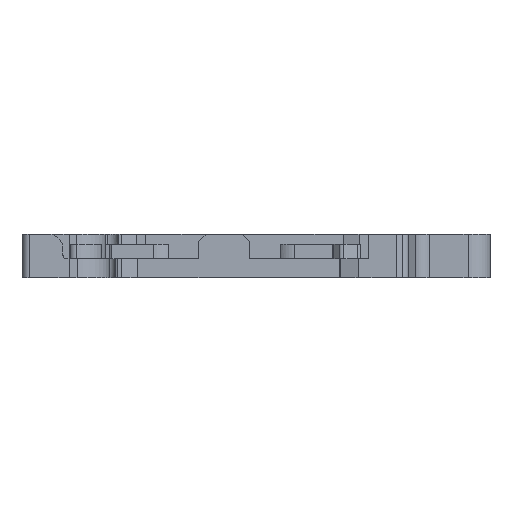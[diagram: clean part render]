
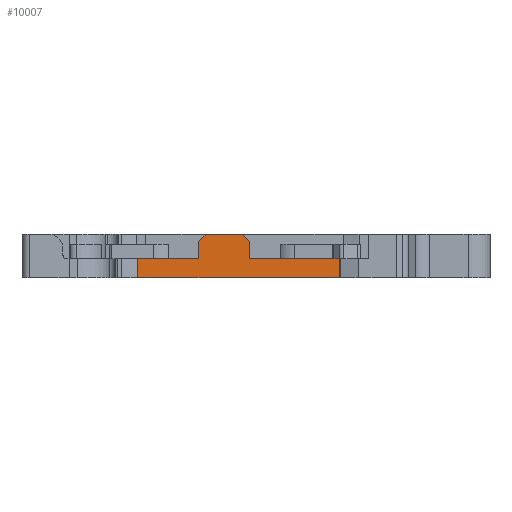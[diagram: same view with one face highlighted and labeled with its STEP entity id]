
A CAD part, front view. The second image highlights one B-rep face of the part: STEP entity #10007.
In plain terms, the highlighted planar face has unit normal (0, -1, 0).
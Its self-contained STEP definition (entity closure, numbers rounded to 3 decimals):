
#220 = CARTESIAN_POINT ( 'NONE',  ( -39.848, 0., 5. ) ) ;
#455 = CARTESIAN_POINT ( 'NONE',  ( -39.848, 0., 6. ) ) ;
#461 = ORIENTED_EDGE ( 'NONE', *, *, #13066, .T. ) ;
#535 = EDGE_CURVE ( 'NONE', #6118, #17836, #16206, .T. ) ;
#736 = CARTESIAN_POINT ( 'NONE',  ( -48.273, 0., 6. ) ) ;
#838 = CARTESIAN_POINT ( 'NONE',  ( -32.857, 0., 2.6 ) ) ;
#1170 = CARTESIAN_POINT ( 'NONE',  ( -39.848, 0., 13.062 ) ) ;
#1404 = EDGE_CURVE ( 'NONE', #2317, #8264, #3214, .T. ) ;
#1480 = VECTOR ( 'NONE', #15245, 1000. ) ;
#1543 = CARTESIAN_POINT ( 'NONE',  ( -25.237, 0., 2.6 ) ) ;
#1717 = VECTOR ( 'NONE', #4586, 1000. ) ;
#1752 = DIRECTION ( 'NONE',  ( 0., -1., 0. ) ) ;
#1791 = VERTEX_POINT ( 'NONE', #9358 ) ;
#1900 = ORIENTED_EDGE ( 'NONE', *, *, #6054, .F. ) ;
#1925 = LINE ( 'NONE', #11074, #1480 ) ;
#2011 = CARTESIAN_POINT ( 'NONE',  ( -48.273, 0., 2.6 ) ) ;
#2021 = CARTESIAN_POINT ( 'NONE',  ( -44.792, 0., 2.6 ) ) ;
#2216 = LINE ( 'NONE', #1543, #13132 ) ;
#2317 = VERTEX_POINT ( 'NONE', #12331 ) ;
#2561 = CARTESIAN_POINT ( 'NONE',  ( -48.273, 0., 2.6 ) ) ;
#2615 = LINE ( 'NONE', #8258, #13534 ) ;
#2686 = DIRECTION ( 'NONE',  ( 0., 0., -1. ) ) ;
#3153 = CARTESIAN_POINT ( 'NONE',  ( -32.042, 0., 12.805 ) ) ;
#3214 = LINE ( 'NONE', #13853, #13703 ) ;
#3497 = VECTOR ( 'NONE', #13180, 1000. ) ;
#3525 = DIRECTION ( 'NONE',  ( -1., 0., 0. ) ) ;
#3538 = LINE ( 'NONE', #11093, #10649 ) ;
#3947 = VECTOR ( 'NONE', #2686, 1000. ) ;
#3976 = CARTESIAN_POINT ( 'NONE',  ( -48.273, 0., 0. ) ) ;
#4058 = CARTESIAN_POINT ( 'NONE',  ( -47.073, 0., 2.6 ) ) ;
#4096 = VERTEX_POINT ( 'NONE', #5231 ) ;
#4561 = ORIENTED_EDGE ( 'NONE', *, *, #9601, .T. ) ;
#4586 = DIRECTION ( 'NONE',  ( -0.707, 0., -0.707 ) ) ;
#4691 = VERTEX_POINT ( 'NONE', #13974 ) ;
#4707 = VERTEX_POINT ( 'NONE', #838 ) ;
#5045 = DIRECTION ( 'NONE',  ( 0., 0., -1. ) ) ;
#5137 = ORIENTED_EDGE ( 'NONE', *, *, #16274, .T. ) ;
#5231 = CARTESIAN_POINT ( 'NONE',  ( -19.948, 0., 0. ) ) ;
#5336 = VECTOR ( 'NONE', #11581, 1000. ) ;
#5390 = AXIS2_PLACEMENT_3D ( 'NONE', #10271, #1752, #11685 ) ;
#5844 = ORIENTED_EDGE ( 'NONE', *, *, #6265, .T. ) ;
#5909 = CARTESIAN_POINT ( 'NONE',  ( -25.237, 0., 2.6 ) ) ;
#6054 = EDGE_CURVE ( 'NONE', #1791, #4707, #14848, .T. ) ;
#6118 = VERTEX_POINT ( 'NONE', #4058 ) ;
#6249 = ORIENTED_EDGE ( 'NONE', *, *, #9760, .T. ) ;
#6265 = EDGE_CURVE ( 'NONE', #12113, #4691, #11926, .T. ) ;
#6540 = ORIENTED_EDGE ( 'NONE', *, *, #7938, .T. ) ;
#6582 = VECTOR ( 'NONE', #16714, 1000. ) ;
#6697 = EDGE_CURVE ( 'NONE', #4096, #2317, #11194, .T. ) ;
#6737 = ORIENTED_EDGE ( 'NONE', *, *, #535, .T. ) ;
#7035 = LINE ( 'NONE', #1170, #6582 ) ;
#7077 = VERTEX_POINT ( 'NONE', #2021 ) ;
#7338 = DIRECTION ( 'NONE',  ( -1., 0., 0. ) ) ;
#7413 = VECTOR ( 'NONE', #16961, 1000. ) ;
#7938 = EDGE_CURVE ( 'NONE', #12626, #7077, #2216, .T. ) ;
#7944 = CARTESIAN_POINT ( 'NONE',  ( -32.857, 0., 13.062 ) ) ;
#8137 = ORIENTED_EDGE ( 'NONE', *, *, #8876, .T. ) ;
#8184 = VECTOR ( 'NONE', #12938, 1000. ) ;
#8258 = CARTESIAN_POINT ( 'NONE',  ( -25.237, 0., 2.6 ) ) ;
#8264 = VERTEX_POINT ( 'NONE', #3976 ) ;
#8656 = ORIENTED_EDGE ( 'NONE', *, *, #6697, .F. ) ;
#8746 = CARTESIAN_POINT ( 'NONE',  ( -39.848, 0., 2.6 ) ) ;
#8876 = EDGE_CURVE ( 'NONE', #4691, #14254, #9299, .T. ) ;
#9299 = LINE ( 'NONE', #3153, #1717 ) ;
#9358 = CARTESIAN_POINT ( 'NONE',  ( -32.857, 0., 5. ) ) ;
#9601 = EDGE_CURVE ( 'NONE', #17836, #8264, #17740, .T. ) ;
#9619 = EDGE_CURVE ( 'NONE', #9867, #16202, #9745, .T. ) ;
#9669 = DIRECTION ( 'NONE',  ( -1., 0., 0. ) ) ;
#9745 = LINE ( 'NONE', #16421, #10165 ) ;
#9760 = EDGE_CURVE ( 'NONE', #1791, #12113, #1925, .T. ) ;
#9867 = VERTEX_POINT ( 'NONE', #11409 ) ;
#9922 = ORIENTED_EDGE ( 'NONE', *, *, #1404, .F. ) ;
#10007 = ADVANCED_FACE ( 'NONE', ( #10808 ), #14459, .T. ) ;
#10156 = CARTESIAN_POINT ( 'NONE',  ( -27.912, 0., 2.6 ) ) ;
#10165 = VECTOR ( 'NONE', #17854, 1000. ) ;
#10271 = CARTESIAN_POINT ( 'NONE',  ( -25.237, 0., 6. ) ) ;
#10374 = EDGE_CURVE ( 'NONE', #9867, #4096, #14823, .T. ) ;
#10649 = VECTOR ( 'NONE', #12535, 1000. ) ;
#10690 = ORIENTED_EDGE ( 'NONE', *, *, #9619, .T. ) ;
#10770 = CARTESIAN_POINT ( 'NONE',  ( -33.857, 0., 6. ) ) ;
#10808 = FACE_OUTER_BOUND ( 'NONE', #14247, .T. ) ;
#11074 = CARTESIAN_POINT ( 'NONE',  ( -29.547, 0., 1.69 ) ) ;
#11080 = VERTEX_POINT ( 'NONE', #10156 ) ;
#11081 = ORIENTED_EDGE ( 'NONE', *, *, #11615, .T. ) ;
#11093 = CARTESIAN_POINT ( 'NONE',  ( -25.237, 0., 2.6 ) ) ;
#11194 = LINE ( 'NONE', #12680, #7413 ) ;
#11199 = CARTESIAN_POINT ( 'NONE',  ( -19.948, 0., 6. ) ) ;
#11409 = CARTESIAN_POINT ( 'NONE',  ( -19.948, 0., 2.6 ) ) ;
#11479 = DIRECTION ( 'NONE',  ( -1., 0., 0. ) ) ;
#11581 = DIRECTION ( 'NONE',  ( -1., 0., 0. ) ) ;
#11615 = EDGE_CURVE ( 'NONE', #14254, #12626, #7035, .T. ) ;
#11685 = DIRECTION ( 'NONE',  ( -1., 0., 0. ) ) ;
#11926 = LINE ( 'NONE', #455, #8184 ) ;
#12002 = LINE ( 'NONE', #5909, #15348 ) ;
#12113 = VERTEX_POINT ( 'NONE', #10770 ) ;
#12198 = EDGE_CURVE ( 'NONE', #16202, #11080, #3538, .T. ) ;
#12331 = CARTESIAN_POINT ( 'NONE',  ( -47.073, 0., 0. ) ) ;
#12535 = DIRECTION ( 'NONE',  ( -1., 0., 0. ) ) ;
#12626 = VERTEX_POINT ( 'NONE', #8746 ) ;
#12680 = CARTESIAN_POINT ( 'NONE',  ( -25.237, 0., 0. ) ) ;
#12810 = CARTESIAN_POINT ( 'NONE',  ( -20.64, 0., 2.6 ) ) ;
#12938 = DIRECTION ( 'NONE',  ( -1., 0., 0. ) ) ;
#13066 = EDGE_CURVE ( 'NONE', #11080, #4707, #2615, .T. ) ;
#13132 = VECTOR ( 'NONE', #11479, 1000. ) ;
#13180 = DIRECTION ( 'NONE',  ( 0., 0., -1. ) ) ;
#13534 = VECTOR ( 'NONE', #9669, 1000. ) ;
#13541 = VECTOR ( 'NONE', #5045, 1000. ) ;
#13549 = ORIENTED_EDGE ( 'NONE', *, *, #10374, .F. ) ;
#13703 = VECTOR ( 'NONE', #3525, 1000. ) ;
#13853 = CARTESIAN_POINT ( 'NONE',  ( -48.273, 0., 0. ) ) ;
#13974 = CARTESIAN_POINT ( 'NONE',  ( -38.848, 0., 6. ) ) ;
#14247 = EDGE_LOOP ( 'NONE', ( #1900, #6249, #5844, #8137, #11081, #6540, #5137, #6737, #4561, #9922, #8656, #13549, #10690, #17944, #461 ) ) ;
#14254 = VERTEX_POINT ( 'NONE', #220 ) ;
#14459 = PLANE ( 'NONE',  #5390 ) ;
#14823 = LINE ( 'NONE', #11199, #3947 ) ;
#14848 = LINE ( 'NONE', #7944, #3497 ) ;
#15245 = DIRECTION ( 'NONE',  ( -0.707, 0., 0.707 ) ) ;
#15348 = VECTOR ( 'NONE', #7338, 1000. ) ;
#16202 = VERTEX_POINT ( 'NONE', #12810 ) ;
#16206 = LINE ( 'NONE', #2011, #5336 ) ;
#16274 = EDGE_CURVE ( 'NONE', #7077, #6118, #12002, .T. ) ;
#16421 = CARTESIAN_POINT ( 'NONE',  ( -25.237, 0., 2.6 ) ) ;
#16714 = DIRECTION ( 'NONE',  ( 0., 0., -1. ) ) ;
#16961 = DIRECTION ( 'NONE',  ( -1., 0., 0. ) ) ;
#17740 = LINE ( 'NONE', #736, #13541 ) ;
#17836 = VERTEX_POINT ( 'NONE', #2561 ) ;
#17854 = DIRECTION ( 'NONE',  ( -1., 0., 0. ) ) ;
#17944 = ORIENTED_EDGE ( 'NONE', *, *, #12198, .T. ) ;
